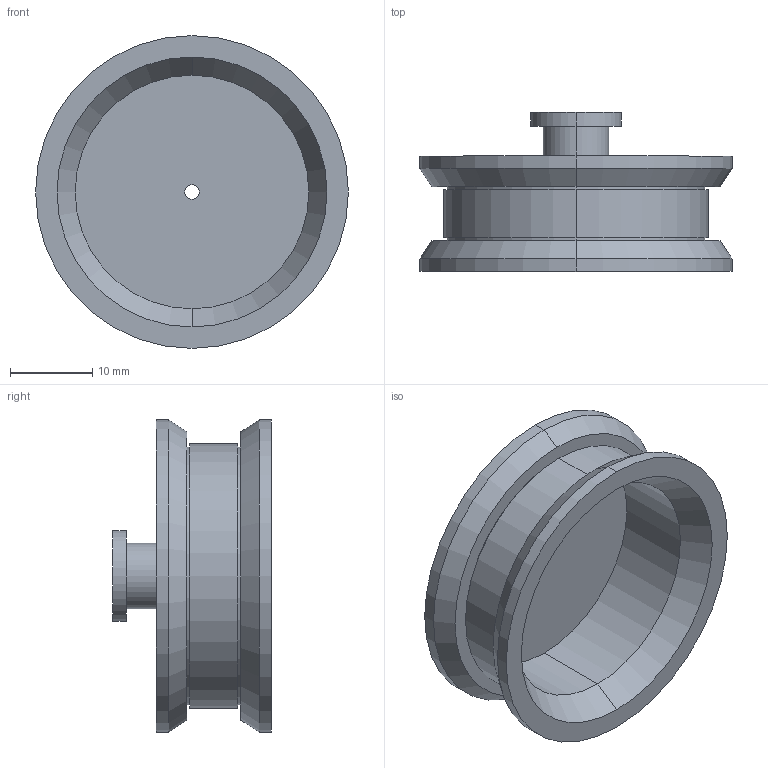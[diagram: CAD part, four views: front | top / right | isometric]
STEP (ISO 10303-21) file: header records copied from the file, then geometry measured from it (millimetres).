
FILE_DESCRIPTION (( 'STEP AP203' ), '1' );
FILE_NAME ('Kuryaka_Kepler_Daybreak_Flywheels.STEP', '2022-08-08T13:43:44', ( '' ), ( '' ), 'SwSTEP 2.0', 'SolidWorks 2020', '' );
FILE_SCHEMA (( 'CONFIG_CONTROL_DESIGN' ));
Length unit declared in the file: millimetre
Products named in the file (1): Kuryaka_Kepler_Daybreak_Flywheels
Bounding box: 38 x 19.32 x 38 mm (x, y, z)
Volume: 5431.3 mm3; surface area: 5632.8 mm2
Topology: 1 solids, 1 shells, 33 faces, 66 edges, 42 vertices
Faces by surface type: cylinder 18, plane 9, cone 6
Entity records: 955 total; most frequent: DIRECTION 176, CARTESIAN_POINT 142, ORIENTED_EDGE 132, AXIS2_PLACEMENT_3D 76, EDGE_CURVE 66, CIRCLE 42, VERTEX_POINT 42, EDGE_LOOP 42
